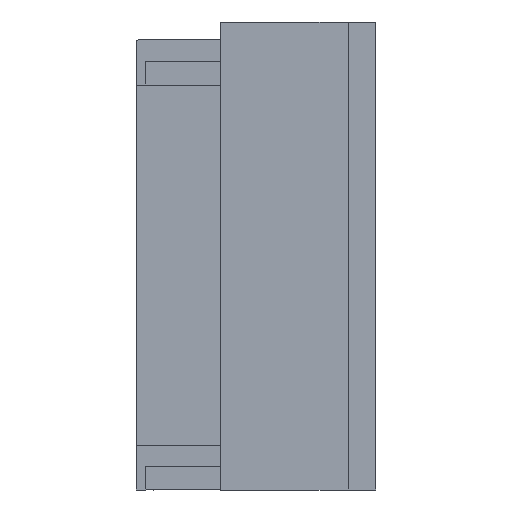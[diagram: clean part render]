
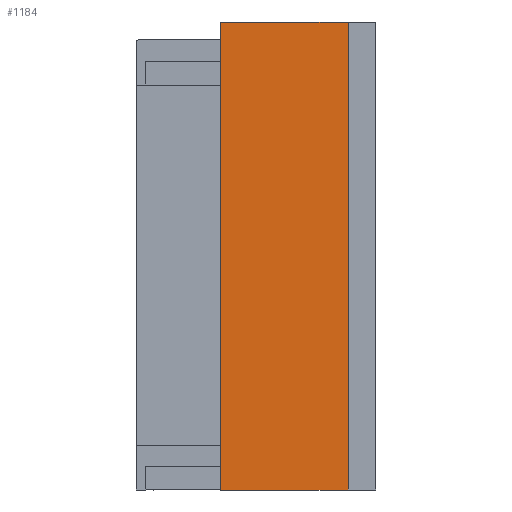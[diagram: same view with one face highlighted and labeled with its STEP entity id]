
A CAD part, left-side view. The second image highlights one B-rep face of the part: STEP entity #1184.
In plain terms, the highlighted planar face has unit normal (-1, 0, 0).
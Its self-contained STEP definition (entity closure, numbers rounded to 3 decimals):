
#1184=ADVANCED_FACE('',(#3149),#2247,.T.);
#2247=PLANE('',#21098);
#3149=FACE_OUTER_BOUND('',#4235,.T.);
#4235=EDGE_LOOP('',(#6590,#6591,#6592,#6593,#6594,#6595));
#6590=ORIENTED_EDGE('',*,*,#13695,.F.);
#6591=ORIENTED_EDGE('',*,*,#13696,.T.);
#6592=ORIENTED_EDGE('',*,*,#13697,.F.);
#6593=ORIENTED_EDGE('',*,*,#13698,.F.);
#6594=ORIENTED_EDGE('',*,*,#13699,.F.);
#6595=ORIENTED_EDGE('',*,*,#13668,.F.);
#11460=VERTEX_POINT('',#29171);
#11461=VERTEX_POINT('',#29173);
#11472=VERTEX_POINT('',#29228);
#11473=VERTEX_POINT('',#29230);
#11474=VERTEX_POINT('',#29232);
#11475=VERTEX_POINT('',#29234);
#13668=EDGE_CURVE('',#11460,#11461,#16542,.T.);
#13695=EDGE_CURVE('',#11472,#11460,#16565,.T.);
#13696=EDGE_CURVE('',#11472,#11473,#16566,.T.);
#13697=EDGE_CURVE('',#11474,#11473,#16567,.T.);
#13698=EDGE_CURVE('',#11475,#11474,#16568,.T.);
#13699=EDGE_CURVE('',#11461,#11475,#16569,.T.);
#16542=LINE('',#29172,#19025);
#16565=LINE('',#29227,#19048);
#16566=LINE('',#29229,#19049);
#16567=LINE('',#29231,#19050);
#16568=LINE('',#29233,#19051);
#16569=LINE('',#29235,#19052);
#19025=VECTOR('',#23618,1.);
#19048=VECTOR('',#23651,1.);
#19049=VECTOR('',#23652,1.);
#19050=VECTOR('',#23653,1.);
#19051=VECTOR('',#23654,1.);
#19052=VECTOR('',#23655,1.);
#21098=AXIS2_PLACEMENT_3D('',#29236,#23656,#23657);
#23618=DIRECTION('',(0.,1.,0.));
#23651=DIRECTION('',(0.,0.,-1.));
#23652=DIRECTION('',(0.,0.,1.));
#23653=DIRECTION('',(0.,-1.,0.));
#23654=DIRECTION('',(0.,0.,1.));
#23655=DIRECTION('',(0.,0.,1.));
#23656=DIRECTION('',(-1.,0.,0.));
#23657=DIRECTION('',(0.,-1.,0.));
#29171=CARTESIAN_POINT('',(19.492,-26.656,-18.258));
#29172=CARTESIAN_POINT('',(19.494,0.685,-18.258));
#29173=CARTESIAN_POINT('',(19.493,-16.736,-18.258));
#29227=CARTESIAN_POINT('',(19.492,-26.656,23.742));
#29228=CARTESIAN_POINT('',(19.493,-26.656,13.242));
#29229=CARTESIAN_POINT('',(19.492,-26.656,2.742));
#29230=CARTESIAN_POINT('',(19.492,-26.656,18.142));
#29231=CARTESIAN_POINT('',(19.492,-26.656,18.142));
#29232=CARTESIAN_POINT('',(19.493,-16.736,18.142));
#29233=CARTESIAN_POINT('',(19.493,-16.736,16.742));
#29234=CARTESIAN_POINT('',(19.493,-16.736,13.242));
#29235=CARTESIAN_POINT('',(19.493,-16.736,23.742));
#29236=CARTESIAN_POINT('',(19.492,-26.656,23.742));
